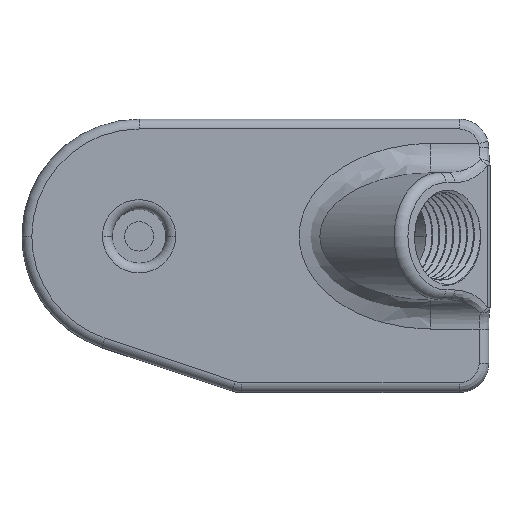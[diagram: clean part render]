
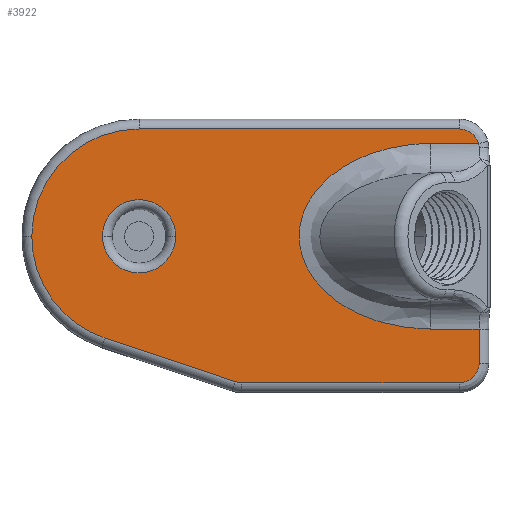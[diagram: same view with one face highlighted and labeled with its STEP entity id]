
A CAD part, top view. The second image highlights one B-rep face of the part: STEP entity #3922.
In plain terms, the highlighted planar face has unit normal (0, 0, 1).
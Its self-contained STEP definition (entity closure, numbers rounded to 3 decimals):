
#18 = VERTEX_POINT ( 'NONE', #5250 ) ;
#47 = VERTEX_POINT ( 'NONE', #2791 ) ;
#86 = LINE ( 'NONE', #1850, #1219 ) ;
#102 = CARTESIAN_POINT ( 'NONE',  ( 11.496, -13., 10.5 ) ) ;
#149 = CARTESIAN_POINT ( 'NONE',  ( 12.273, 11.5, 10.5 ) ) ;
#212 = LINE ( 'NONE', #1325, #4083 ) ;
#246 = ORIENTED_EDGE ( 'NONE', *, *, #1967, .T. ) ;
#314 = EDGE_CURVE ( 'NONE', #18, #3041, #212, .T. ) ;
#436 = EDGE_CURVE ( 'NONE', #1985, #5932, #6327, .T. ) ;
#442 = EDGE_CURVE ( 'NONE', #47, #4152, #4763, .T. ) ;
#454 = DIRECTION ( 'NONE',  ( 0., 0., 1. ) ) ;
#478 = EDGE_LOOP ( 'NONE', ( #4075, #5921, #2888, #771, #3913, #5330, #7055, #3307, #1266, #2763, #7083, #4321 ) ) ;
#756 = CARTESIAN_POINT ( 'NONE',  ( 12.032, 12.419, 10.5 ) ) ;
#771 = ORIENTED_EDGE ( 'NONE', *, *, #1580, .T. ) ;
#782 = DIRECTION ( 'NONE',  ( -1., 0., 0. ) ) ;
#804 = VERTEX_POINT ( 'NONE', #3433 ) ;
#903 = EDGE_CURVE ( 'NONE', #3041, #804, #1099, .T. ) ;
#934 = CARTESIAN_POINT ( 'NONE',  ( 7.336, 11.5, 10.5 ) ) ;
#1031 = LINE ( 'NONE', #2689, #3862 ) ;
#1085 = DIRECTION ( 'NONE',  ( 0., 0., -1. ) ) ;
#1099 =( BOUNDED_CURVE ( )  B_SPLINE_CURVE ( 3, ( #149, #756, #7220, #6077 ),
 .UNSPECIFIED., .F., .T. ) 
 B_SPLINE_CURVE_WITH_KNOTS ( ( 4, 4 ),
 ( 0.253, 1.571 ),
 .UNSPECIFIED. ) 
 CURVE ( )  GEOMETRIC_REPRESENTATION_ITEM ( )  RATIONAL_B_SPLINE_CURVE ( ( 1., 0.86, 0.86, 1. ) ) 
 REPRESENTATION_ITEM ( '' )  );
#1174 = AXIS2_PLACEMENT_3D ( 'NONE', #1330, #7095, #782 ) ;
#1219 = VECTOR ( 'NONE', #5925, 1000. ) ;
#1266 = ORIENTED_EDGE ( 'NONE', *, *, #436, .T. ) ;
#1325 = CARTESIAN_POINT ( 'NONE',  ( -12.5, 11.5, 10.5 ) ) ;
#1330 = CARTESIAN_POINT ( 'NONE',  ( -22.5, 2., 10.5 ) ) ;
#1399 = CARTESIAN_POINT ( 'NONE',  ( 12.337, -11., 10.5 ) ) ;
#1426 = AXIS2_PLACEMENT_3D ( 'NONE', #2747, #3924, #5074 ) ;
#1456 = CARTESIAN_POINT ( 'NONE',  ( -18.75, 2., 10.5 ) ) ;
#1514 = CARTESIAN_POINT ( 'NONE',  ( -19.534, -7.5, 10.5 ) ) ;
#1580 = EDGE_CURVE ( 'NONE', #2011, #5366, #3967, .T. ) ;
#1670 = VERTEX_POINT ( 'NONE', #5749 ) ;
#1731 = CARTESIAN_POINT ( 'NONE',  ( 7.336, -7.5, 10.5 ) ) ;
#1796 = CIRCLE ( 'NONE', #1174, 3.75 ) ;
#1850 = CARTESIAN_POINT ( 'NONE',  ( -22.5, 13., 10.5 ) ) ;
#1875 = CARTESIAN_POINT ( 'NONE',  ( -12.646, -12.897, 10.5 ) ) ;
#1907 = AXIS2_PLACEMENT_3D ( 'NONE', #5222, #2929, #5785 ) ;
#1943 = DIRECTION ( 'NONE',  ( 1., 0., 0. ) ) ;
#1967 = EDGE_CURVE ( 'NONE', #5545, #5760, #1796, .T. ) ;
#1972 = LINE ( 'NONE', #5511, #7401 ) ;
#1985 = VERTEX_POINT ( 'NONE', #4766 ) ;
#2011 = VERTEX_POINT ( 'NONE', #4881 ) ;
#2041 = AXIS2_PLACEMENT_3D ( 'NONE', #4600, #1085, #7485 ) ;
#2053 = VERTEX_POINT ( 'NONE', #5949 ) ;
#2584 = CARTESIAN_POINT ( 'NONE',  ( -12.5, -7.5, 10.5 ) ) ;
#2689 = CARTESIAN_POINT ( 'NONE',  ( 12.337, 14., 10.5 ) ) ;
#2747 = CARTESIAN_POINT ( 'NONE',  ( -12.5, 14., 10.5 ) ) ;
#2763 = ORIENTED_EDGE ( 'NONE', *, *, #4897, .T. ) ;
#2791 = CARTESIAN_POINT ( 'NONE',  ( 12.337, -7.5, 10.5 ) ) ;
#2850 = DIRECTION ( 'NONE',  ( -1., 0., 0. ) ) ;
#2888 = ORIENTED_EDGE ( 'NONE', *, *, #7551, .T. ) ;
#2890 = CIRCLE ( 'NONE', #2041, 3.75 ) ;
#2929 = DIRECTION ( 'NONE',  ( 0., 0., 1. ) ) ;
#3041 = VERTEX_POINT ( 'NONE', #7081 ) ;
#3061 = DIRECTION ( 'NONE',  ( 0., 0., 1. ) ) ;
#3129 = DIRECTION ( 'NONE',  ( 1., 0., 0. ) ) ;
#3155 = EDGE_CURVE ( 'NONE', #2053, #5691, #1972, .T. ) ;
#3192 = EDGE_LOOP ( 'NONE', ( #246, #7333 ) ) ;
#3307 = ORIENTED_EDGE ( 'NONE', *, *, #5679, .T. ) ;
#3433 = CARTESIAN_POINT ( 'NONE',  ( 10.306, 13., 10.5 ) ) ;
#3608 = DIRECTION ( 'NONE',  ( -1., 0., 0. ) ) ;
#3660 = LINE ( 'NONE', #6027, #7533 ) ;
#3749 = CIRCLE ( 'NONE', #6079, 2. ) ;
#3804 = CARTESIAN_POINT ( 'NONE',  ( 7.336, -7.5, 10.5 ) ) ;
#3815 = CARTESIAN_POINT ( 'NONE',  ( -33.5, 2., 10.5 ) ) ;
#3862 = VECTOR ( 'NONE', #5582, 1000. ) ;
#3913 = ORIENTED_EDGE ( 'NONE', *, *, #5917, .T. ) ;
#3922 = ADVANCED_FACE ( 'NONE', ( #7468, #6189 ), #4004, .F. ) ;
#3924 = DIRECTION ( 'NONE',  ( 0., 0., -1. ) ) ;
#3967 = CIRCLE ( 'NONE', #1907, 11. ) ;
#3995 = CIRCLE ( 'NONE', #7052, 11. ) ;
#4004 = PLANE ( 'NONE',  #1426 ) ;
#4045 = CARTESIAN_POINT ( 'NONE',  ( -26.25, 2., 10.5 ) ) ;
#4075 = ORIENTED_EDGE ( 'NONE', *, *, #314, .T. ) ;
#4083 = VECTOR ( 'NONE', #1943, 1000. ) ;
#4152 = VERTEX_POINT ( 'NONE', #1731 ) ;
#4187 =( BOUNDED_CURVE ( )  B_SPLINE_CURVE ( 3, ( #3804, #1514, #4379, #934 ),
 .UNSPECIFIED., .F., .T. ) 
 B_SPLINE_CURVE_WITH_KNOTS ( ( 4, 4 ),
 ( 1.571, 4.712 ),
 .UNSPECIFIED. ) 
 CURVE ( )  GEOMETRIC_REPRESENTATION_ITEM ( )  RATIONAL_B_SPLINE_CURVE ( ( 1., 0.333, 0.333, 1. ) ) 
 REPRESENTATION_ITEM ( '' )  );
#4279 = EDGE_CURVE ( 'NONE', #5760, #5545, #2890, .T. ) ;
#4297 = CARTESIAN_POINT ( 'NONE',  ( 10.306, -13., 10.5 ) ) ;
#4321 = ORIENTED_EDGE ( 'NONE', *, *, #6236, .T. ) ;
#4379 = CARTESIAN_POINT ( 'NONE',  ( -19.534, 11.5, 10.5 ) ) ;
#4571 = CARTESIAN_POINT ( 'NONE',  ( 12.337, -11., 10.5 ) ) ;
#4600 = CARTESIAN_POINT ( 'NONE',  ( -22.5, 2., 10.5 ) ) ;
#4763 = LINE ( 'NONE', #2584, #7261 ) ;
#4766 = CARTESIAN_POINT ( 'NONE',  ( 10.306, -13., 10.5 ) ) ;
#4881 = CARTESIAN_POINT ( 'NONE',  ( -22.5, 13., 10.5 ) ) ;
#4897 = EDGE_CURVE ( 'NONE', #5932, #47, #1031, .T. ) ;
#5074 = DIRECTION ( 'NONE',  ( -1., 0., 0. ) ) ;
#5108 = CARTESIAN_POINT ( 'NONE',  ( -22.5, 2., 10.5 ) ) ;
#5127 = EDGE_CURVE ( 'NONE', #5691, #1670, #3749, .T. ) ;
#5222 = CARTESIAN_POINT ( 'NONE',  ( -22.5, 2., 10.5 ) ) ;
#5250 = CARTESIAN_POINT ( 'NONE',  ( 7.336, 11.5, 10.5 ) ) ;
#5330 = ORIENTED_EDGE ( 'NONE', *, *, #3155, .T. ) ;
#5366 = VERTEX_POINT ( 'NONE', #3815 ) ;
#5511 = CARTESIAN_POINT ( 'NONE',  ( -12.646, -12.897, 10.5 ) ) ;
#5545 = VERTEX_POINT ( 'NONE', #4045 ) ;
#5582 = DIRECTION ( 'NONE',  ( 0., 1., 0. ) ) ;
#5679 = EDGE_CURVE ( 'NONE', #1670, #1985, #3660, .T. ) ;
#5691 = VERTEX_POINT ( 'NONE', #1875 ) ;
#5749 = CARTESIAN_POINT ( 'NONE',  ( -12.011, -13., 10.5 ) ) ;
#5760 = VERTEX_POINT ( 'NONE', #1456 ) ;
#5785 = DIRECTION ( 'NONE',  ( -1., 0., 0. ) ) ;
#5917 = EDGE_CURVE ( 'NONE', #5366, #2053, #3995, .T. ) ;
#5921 = ORIENTED_EDGE ( 'NONE', *, *, #903, .T. ) ;
#5925 = DIRECTION ( 'NONE',  ( -1., 0., 0. ) ) ;
#5932 = VERTEX_POINT ( 'NONE', #4571 ) ;
#5949 = CARTESIAN_POINT ( 'NONE',  ( -25.99, -8.432, 10.5 ) ) ;
#6027 = CARTESIAN_POINT ( 'NONE',  ( -12.5, -13., 10.5 ) ) ;
#6077 = CARTESIAN_POINT ( 'NONE',  ( 10.306, 13., 10.5 ) ) ;
#6079 = AXIS2_PLACEMENT_3D ( 'NONE', #6083, #3061, #7226 ) ;
#6083 = CARTESIAN_POINT ( 'NONE',  ( -12.011, -11., 10.5 ) ) ;
#6097 = DIRECTION ( 'NONE',  ( 0.948, -0.317, 0. ) ) ;
#6189 = FACE_BOUND ( 'NONE', #3192, .T. ) ;
#6236 = EDGE_CURVE ( 'NONE', #4152, #18, #4187, .T. ) ;
#6327 =( BOUNDED_CURVE ( )  B_SPLINE_CURVE ( 3, ( #4297, #102, #7124, #1399 ),
 .UNSPECIFIED., .F., .T. ) 
 B_SPLINE_CURVE_WITH_KNOTS ( ( 4, 4 ),
 ( 1.571, 3.142 ),
 .UNSPECIFIED. ) 
 CURVE ( )  GEOMETRIC_REPRESENTATION_ITEM ( )  RATIONAL_B_SPLINE_CURVE ( ( 1., 0.805, 0.805, 1. ) ) 
 REPRESENTATION_ITEM ( '' )  );
#7052 = AXIS2_PLACEMENT_3D ( 'NONE', #5108, #454, #2850 ) ;
#7055 = ORIENTED_EDGE ( 'NONE', *, *, #5127, .T. ) ;
#7081 = CARTESIAN_POINT ( 'NONE',  ( 12.273, 11.5, 10.5 ) ) ;
#7083 = ORIENTED_EDGE ( 'NONE', *, *, #442, .T. ) ;
#7095 = DIRECTION ( 'NONE',  ( 0., 0., -1. ) ) ;
#7124 = CARTESIAN_POINT ( 'NONE',  ( 12.337, -12.172, 10.5 ) ) ;
#7220 = CARTESIAN_POINT ( 'NONE',  ( 11.27, 13., 10.5 ) ) ;
#7226 = DIRECTION ( 'NONE',  ( -1., 0., 0. ) ) ;
#7261 = VECTOR ( 'NONE', #3608, 1000. ) ;
#7333 = ORIENTED_EDGE ( 'NONE', *, *, #4279, .T. ) ;
#7401 = VECTOR ( 'NONE', #6097, 1000. ) ;
#7468 = FACE_OUTER_BOUND ( 'NONE', #478, .T. ) ;
#7485 = DIRECTION ( 'NONE',  ( -1., 0., 0. ) ) ;
#7533 = VECTOR ( 'NONE', #3129, 1000. ) ;
#7551 = EDGE_CURVE ( 'NONE', #804, #2011, #86, .T. ) ;
